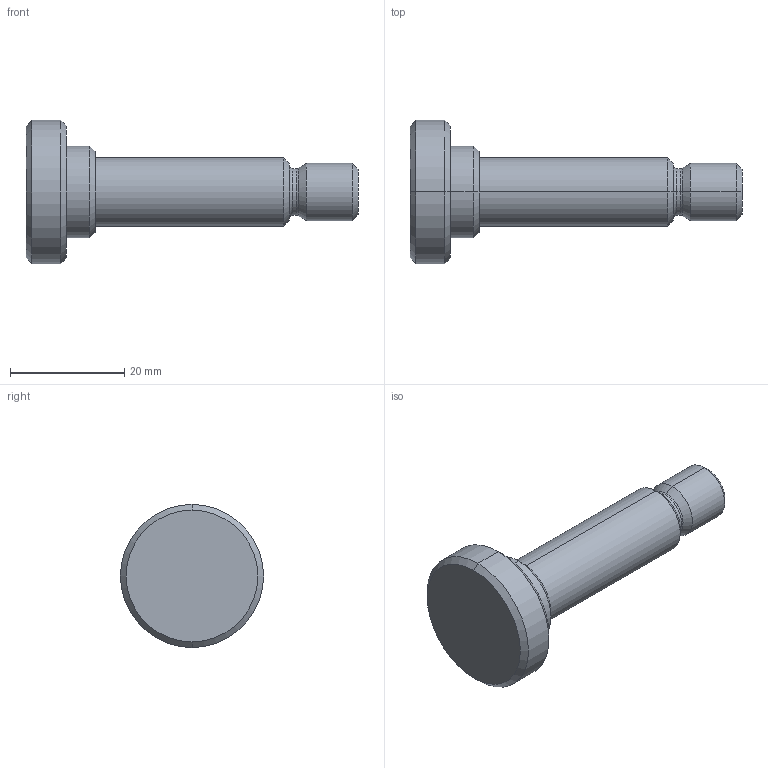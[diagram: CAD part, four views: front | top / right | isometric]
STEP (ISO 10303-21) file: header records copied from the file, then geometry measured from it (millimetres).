
FILE_DESCRIPTION (( 'STEP AP214' ), '1' );
FILE_NAME ('P-Shaft.STEP', '2026-01-21T11:16:54', ( '' ), ( '' ), 'SwSTEP 2.0', 'SolidWorks 2026', '' );
FILE_SCHEMA (( 'AUTOMOTIVE_DESIGN' ));
Length unit declared in the file: millimetre
Products named in the file (1): P-Shaft
Bounding box: 58 x 25 x 25 mm (x, y, z)
Volume: 9065.1 mm3; surface area: 3289.9 mm2
Topology: 1 solids, 1 shells, 31 faces, 60 edges, 34 vertices
Faces by surface type: cone 12, cylinder 10, plane 5, torus 4
Entity records: 811 total; most frequent: DIRECTION 162, CARTESIAN_POINT 126, ORIENTED_EDGE 120, AXIS2_PLACEMENT_3D 70, EDGE_CURVE 60, CIRCLE 38, EDGE_LOOP 34, VERTEX_POINT 34
